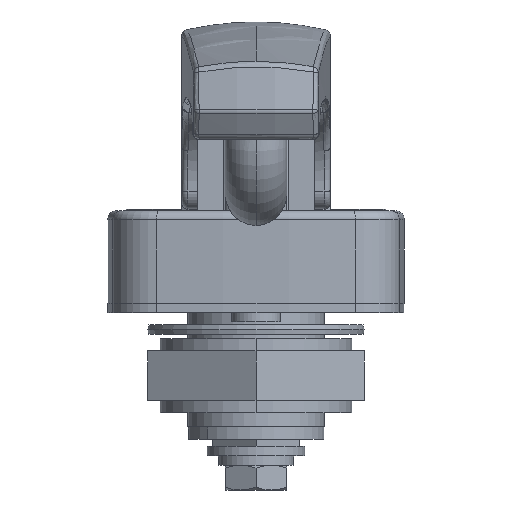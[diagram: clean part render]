
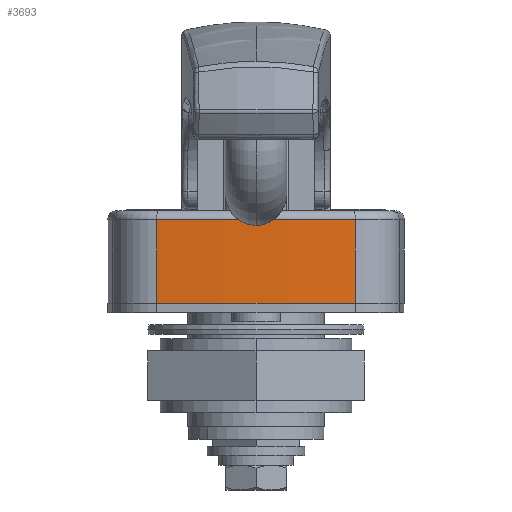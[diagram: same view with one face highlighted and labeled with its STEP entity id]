
A CAD part, front view. The second image highlights one B-rep face of the part: STEP entity #3693.
In plain terms, the highlighted cylindrical face has radius 150 mm (diameter 300 mm), a partial arc.
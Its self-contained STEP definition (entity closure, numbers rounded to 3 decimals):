
#469 = CARTESIAN_POINT ( 'NONE',  ( 0., 119.5, -15. ) ) ;
#650 = DIRECTION ( 'NONE',  ( 0., 0., 1. ) ) ;
#1113 = DIRECTION ( 'NONE',  ( 0., 0., -1. ) ) ;
#1245 = CARTESIAN_POINT ( 'NONE',  ( 0., 119.5, -15. ) ) ;
#1779 = EDGE_CURVE ( 'NONE', #17246, #19088, #12776, .T. ) ;
#2115 = CARTESIAN_POINT ( 'NONE',  ( -16.05, -29.639, -15. ) ) ;
#2207 = EDGE_CURVE ( 'NONE', #18798, #17246, #13182, .T. ) ;
#2246 = CARTESIAN_POINT ( 'NONE',  ( 16.05, -29.639, -15. ) ) ;
#3693 = ADVANCED_FACE ( 'NONE', ( #9082 ), #8830, .T. ) ;
#4119 = CIRCLE ( 'NONE', #5812, 150. ) ;
#5175 = AXIS2_PLACEMENT_3D ( 'NONE', #469, #14108, #11355 ) ;
#5739 = CARTESIAN_POINT ( 'NONE',  ( -16.05, -29.639, -15. ) ) ;
#5741 = DIRECTION ( 'NONE',  ( 1., 0., 0. ) ) ;
#5812 = AXIS2_PLACEMENT_3D ( 'NONE', #1245, #7254, #5741 ) ;
#5820 = VERTEX_POINT ( 'NONE', #5739 ) ;
#6206 = ORIENTED_EDGE ( 'NONE', *, *, #2207, .T. ) ;
#7119 = CARTESIAN_POINT ( 'NONE',  ( 0., 119.5, -1.5 ) ) ;
#7254 = DIRECTION ( 'NONE',  ( 0., 0., 1. ) ) ;
#8227 = ORIENTED_EDGE ( 'NONE', *, *, #10157, .T. ) ;
#8830 = CYLINDRICAL_SURFACE ( 'NONE', #5175, 150. ) ;
#9082 = FACE_OUTER_BOUND ( 'NONE', #14069, .T. ) ;
#10157 = EDGE_CURVE ( 'NONE', #5820, #18798, #4119, .T. ) ;
#10309 = CARTESIAN_POINT ( 'NONE',  ( -16.05, -29.639, -1.5 ) ) ;
#11355 = DIRECTION ( 'NONE',  ( 1., 0., 0. ) ) ;
#11742 = DIRECTION ( 'NONE',  ( -1., 0., 0. ) ) ;
#11753 = VECTOR ( 'NONE', #650, 1000. ) ;
#12021 = EDGE_CURVE ( 'NONE', #5820, #19088, #12225, .T. ) ;
#12225 = LINE ( 'NONE', #2115, #11753 ) ;
#12522 = CARTESIAN_POINT ( 'NONE',  ( 16.05, -29.639, -15. ) ) ;
#12776 = CIRCLE ( 'NONE', #15854, 150. ) ;
#13182 = LINE ( 'NONE', #2246, #19156 ) ;
#14069 = EDGE_LOOP ( 'NONE', ( #6206, #15267, #18601, #8227 ) ) ;
#14108 = DIRECTION ( 'NONE',  ( 0., 0., 1. ) ) ;
#14620 = DIRECTION ( 'NONE',  ( 0., 0., 1. ) ) ;
#15267 = ORIENTED_EDGE ( 'NONE', *, *, #1779, .T. ) ;
#15854 = AXIS2_PLACEMENT_3D ( 'NONE', #7119, #1113, #11742 ) ;
#17246 = VERTEX_POINT ( 'NONE', #19469 ) ;
#18601 = ORIENTED_EDGE ( 'NONE', *, *, #12021, .F. ) ;
#18798 = VERTEX_POINT ( 'NONE', #12522 ) ;
#19088 = VERTEX_POINT ( 'NONE', #10309 ) ;
#19156 = VECTOR ( 'NONE', #14620, 1000. ) ;
#19469 = CARTESIAN_POINT ( 'NONE',  ( 16.05, -29.639, -1.5 ) ) ;
